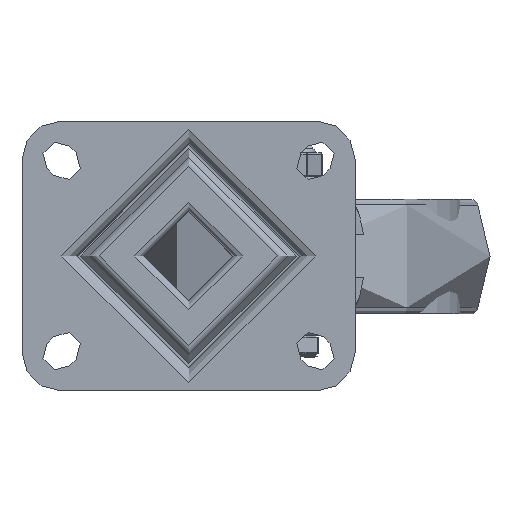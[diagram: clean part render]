
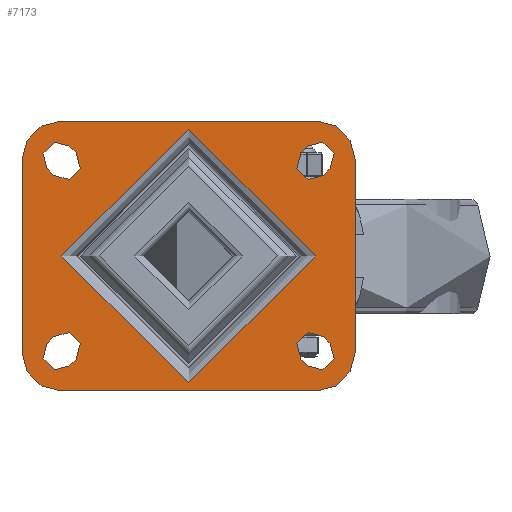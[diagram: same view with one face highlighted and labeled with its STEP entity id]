
A CAD part, top view. The second image highlights one B-rep face of the part: STEP entity #7173.
In plain terms, the highlighted planar face has unit normal (0, 0, 1).
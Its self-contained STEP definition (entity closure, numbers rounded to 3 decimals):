
#533=FACE_BOUND('',#1327,.T.);
#534=FACE_BOUND('',#1328,.T.);
#535=FACE_BOUND('',#1329,.T.);
#536=FACE_BOUND('',#1330,.T.);
#537=FACE_BOUND('',#1331,.T.);
#635=PLANE('',#7922);
#877=FACE_OUTER_BOUND('',#1326,.T.);
#1326=EDGE_LOOP('',(#5428,#5429,#5430,#5431,#5432,#5433,#5434,#5435));
#1327=EDGE_LOOP('',(#5436));
#1328=EDGE_LOOP('',(#5437,#5438,#5439,#5440));
#1329=EDGE_LOOP('',(#5441,#5442,#5443,#5444));
#1330=EDGE_LOOP('',(#5445,#5446,#5447,#5448));
#1331=EDGE_LOOP('',(#5449,#5450,#5451,#5452));
#1860=LINE('',#11091,#2397);
#1861=LINE('',#11092,#2398);
#1862=LINE('',#11093,#2399);
#1863=LINE('',#11094,#2400);
#1864=LINE('',#11095,#2401);
#1865=LINE('',#11096,#2402);
#1866=LINE('',#11097,#2403);
#1867=LINE('',#11098,#2404);
#1868=LINE('',#11099,#2405);
#1869=LINE('',#11100,#2406);
#1870=LINE('',#11101,#2407);
#1871=LINE('',#11102,#2408);
#2397=VECTOR('',#9153,1000.);
#2398=VECTOR('',#9154,1000.);
#2399=VECTOR('',#9155,1000.);
#2400=VECTOR('',#9156,1000.);
#2401=VECTOR('',#9157,1000.);
#2402=VECTOR('',#9158,1000.);
#2403=VECTOR('',#9159,1000.);
#2404=VECTOR('',#9160,1000.);
#2405=VECTOR('',#9161,1000.);
#2406=VECTOR('',#9162,1000.);
#2407=VECTOR('',#9163,1000.);
#2408=VECTOR('',#9164,1000.);
#2841=CIRCLE('',#7852,5.);
#2844=CIRCLE('',#7856,5.);
#2845=CIRCLE('',#7858,5.);
#2848=CIRCLE('',#7862,5.);
#2849=CIRCLE('',#7864,5.);
#2852=CIRCLE('',#7868,5.);
#2853=CIRCLE('',#7870,5.);
#2856=CIRCLE('',#7874,5.);
#2858=CIRCLE('',#7877,12.);
#2860=CIRCLE('',#7880,12.);
#2862=CIRCLE('',#7883,12.);
#2864=CIRCLE('',#7886,12.);
#2873=CIRCLE('',#7900,40.);
#3204=VERTEX_POINT('',#10913);
#3205=VERTEX_POINT('',#10914);
#3210=VERTEX_POINT('',#10925);
#3211=VERTEX_POINT('',#10927);
#3212=VERTEX_POINT('',#10931);
#3213=VERTEX_POINT('',#10932);
#3218=VERTEX_POINT('',#10943);
#3219=VERTEX_POINT('',#10945);
#3220=VERTEX_POINT('',#10949);
#3221=VERTEX_POINT('',#10950);
#3226=VERTEX_POINT('',#10961);
#3227=VERTEX_POINT('',#10963);
#3228=VERTEX_POINT('',#10967);
#3229=VERTEX_POINT('',#10968);
#3234=VERTEX_POINT('',#10979);
#3235=VERTEX_POINT('',#10981);
#3238=VERTEX_POINT('',#10988);
#3239=VERTEX_POINT('',#10990);
#3242=VERTEX_POINT('',#10997);
#3243=VERTEX_POINT('',#10999);
#3246=VERTEX_POINT('',#11006);
#3247=VERTEX_POINT('',#11008);
#3250=VERTEX_POINT('',#11015);
#3251=VERTEX_POINT('',#11017);
#3258=VERTEX_POINT('',#11041);
#3977=EDGE_CURVE('',#3204,#3205,#2841,.T.);
#3983=EDGE_CURVE('',#3210,#3211,#2844,.T.);
#3985=EDGE_CURVE('',#3212,#3213,#2845,.T.);
#3991=EDGE_CURVE('',#3218,#3219,#2848,.T.);
#3993=EDGE_CURVE('',#3220,#3221,#2849,.T.);
#3999=EDGE_CURVE('',#3226,#3227,#2852,.T.);
#4001=EDGE_CURVE('',#3228,#3229,#2853,.T.);
#4007=EDGE_CURVE('',#3234,#3235,#2856,.T.);
#4011=EDGE_CURVE('',#3238,#3239,#2858,.T.);
#4015=EDGE_CURVE('',#3242,#3243,#2860,.T.);
#4019=EDGE_CURVE('',#3246,#3247,#2862,.T.);
#4023=EDGE_CURVE('',#3250,#3251,#2864,.T.);
#4035=EDGE_CURVE('',#3258,#3258,#2873,.T.);
#4064=EDGE_CURVE('',#3247,#3250,#1860,.T.);
#4065=EDGE_CURVE('',#3243,#3246,#1861,.T.);
#4066=EDGE_CURVE('',#3239,#3242,#1862,.T.);
#4067=EDGE_CURVE('',#3251,#3238,#1863,.T.);
#4068=EDGE_CURVE('',#3229,#3234,#1864,.T.);
#4069=EDGE_CURVE('',#3235,#3228,#1865,.T.);
#4070=EDGE_CURVE('',#3221,#3226,#1866,.T.);
#4071=EDGE_CURVE('',#3227,#3220,#1867,.T.);
#4072=EDGE_CURVE('',#3213,#3218,#1868,.T.);
#4073=EDGE_CURVE('',#3219,#3212,#1869,.T.);
#4074=EDGE_CURVE('',#3205,#3210,#1870,.T.);
#4075=EDGE_CURVE('',#3211,#3204,#1871,.T.);
#5428=ORIENTED_EDGE('',*,*,#4023,.F.);
#5429=ORIENTED_EDGE('',*,*,#4064,.F.);
#5430=ORIENTED_EDGE('',*,*,#4019,.F.);
#5431=ORIENTED_EDGE('',*,*,#4065,.F.);
#5432=ORIENTED_EDGE('',*,*,#4015,.F.);
#5433=ORIENTED_EDGE('',*,*,#4066,.F.);
#5434=ORIENTED_EDGE('',*,*,#4011,.F.);
#5435=ORIENTED_EDGE('',*,*,#4067,.F.);
#5436=ORIENTED_EDGE('',*,*,#4035,.F.);
#5437=ORIENTED_EDGE('',*,*,#4007,.F.);
#5438=ORIENTED_EDGE('',*,*,#4068,.F.);
#5439=ORIENTED_EDGE('',*,*,#4001,.F.);
#5440=ORIENTED_EDGE('',*,*,#4069,.F.);
#5441=ORIENTED_EDGE('',*,*,#3999,.F.);
#5442=ORIENTED_EDGE('',*,*,#4070,.F.);
#5443=ORIENTED_EDGE('',*,*,#3993,.F.);
#5444=ORIENTED_EDGE('',*,*,#4071,.F.);
#5445=ORIENTED_EDGE('',*,*,#3991,.F.);
#5446=ORIENTED_EDGE('',*,*,#4072,.F.);
#5447=ORIENTED_EDGE('',*,*,#3985,.F.);
#5448=ORIENTED_EDGE('',*,*,#4073,.F.);
#5449=ORIENTED_EDGE('',*,*,#3983,.F.);
#5450=ORIENTED_EDGE('',*,*,#4074,.F.);
#5451=ORIENTED_EDGE('',*,*,#3977,.F.);
#5452=ORIENTED_EDGE('',*,*,#4075,.F.);
#7173=ADVANCED_FACE('',(#877,#533,#534,#535,#536,#537),#635,.T.);
#7852=AXIS2_PLACEMENT_3D('',#10915,#8969,#8970);
#7856=AXIS2_PLACEMENT_3D('',#10928,#8980,#8981);
#7858=AXIS2_PLACEMENT_3D('',#10933,#8985,#8986);
#7862=AXIS2_PLACEMENT_3D('',#10946,#8996,#8997);
#7864=AXIS2_PLACEMENT_3D('',#10951,#9001,#9002);
#7868=AXIS2_PLACEMENT_3D('',#10964,#9012,#9013);
#7870=AXIS2_PLACEMENT_3D('',#10969,#9017,#9018);
#7874=AXIS2_PLACEMENT_3D('',#10982,#9028,#9029);
#7877=AXIS2_PLACEMENT_3D('',#10991,#9036,#9037);
#7880=AXIS2_PLACEMENT_3D('',#11000,#9044,#9045);
#7883=AXIS2_PLACEMENT_3D('',#11009,#9052,#9053);
#7886=AXIS2_PLACEMENT_3D('',#11018,#9060,#9061);
#7900=AXIS2_PLACEMENT_3D('',#11042,#9091,#9092);
#7922=AXIS2_PLACEMENT_3D('',#11090,#9151,#9152);
#8969=DIRECTION('center_axis',(0.,0.,1.));
#8970=DIRECTION('ref_axis',(-1.,0.,0.));
#8980=DIRECTION('center_axis',(0.,0.,1.));
#8981=DIRECTION('ref_axis',(-1.,0.,0.));
#8985=DIRECTION('center_axis',(0.,0.,1.));
#8986=DIRECTION('ref_axis',(-1.,0.,0.));
#8996=DIRECTION('center_axis',(0.,0.,1.));
#8997=DIRECTION('ref_axis',(-1.,0.,0.));
#9001=DIRECTION('center_axis',(0.,0.,1.));
#9002=DIRECTION('ref_axis',(1.,0.,0.));
#9012=DIRECTION('center_axis',(0.,0.,1.));
#9013=DIRECTION('ref_axis',(1.,0.,0.));
#9017=DIRECTION('center_axis',(0.,0.,1.));
#9018=DIRECTION('ref_axis',(1.,0.,0.));
#9028=DIRECTION('center_axis',(0.,0.,1.));
#9029=DIRECTION('ref_axis',(1.,0.,0.));
#9036=DIRECTION('center_axis',(0.,0.,-1.));
#9037=DIRECTION('ref_axis',(-0.707,0.707,0.));
#9044=DIRECTION('center_axis',(0.,0.,-1.));
#9045=DIRECTION('ref_axis',(0.707,0.707,0.));
#9052=DIRECTION('center_axis',(0.,0.,-1.));
#9053=DIRECTION('ref_axis',(0.707,-0.707,0.));
#9060=DIRECTION('center_axis',(0.,0.,-1.));
#9061=DIRECTION('ref_axis',(-0.707,-0.707,0.));
#9091=DIRECTION('center_axis',(0.,0.,1.));
#9092=DIRECTION('ref_axis',(1.,0.,0.));
#9151=DIRECTION('center_axis',(0.,0.,1.));
#9152=DIRECTION('ref_axis',(1.,0.,0.));
#9153=DIRECTION('',(-1.,0.,0.));
#9154=DIRECTION('',(0.,-1.,0.));
#9155=DIRECTION('',(1.,0.,0.));
#9156=DIRECTION('',(0.,1.,0.));
#9157=DIRECTION('',(0.707,-0.707,0.));
#9158=DIRECTION('',(-0.707,0.707,0.));
#9159=DIRECTION('',(0.707,0.707,0.));
#9160=DIRECTION('',(-0.707,-0.707,0.));
#9161=DIRECTION('',(-0.707,-0.707,0.));
#9162=DIRECTION('',(0.707,0.707,0.));
#9163=DIRECTION('',(-0.707,0.707,0.));
#9164=DIRECTION('',(0.707,-0.707,0.));
#10913=CARTESIAN_POINT('',(37.525,-34.596,2.5));
#10914=CARTESIAN_POINT('',(44.596,-27.525,2.5));
#10915=CARTESIAN_POINT('Origin',(41.061,-31.061,2.5));
#10925=CARTESIAN_POINT('',(42.475,-25.404,2.5));
#10927=CARTESIAN_POINT('',(35.404,-32.475,2.5));
#10928=CARTESIAN_POINT('Origin',(38.939,-28.939,2.5));
#10931=CARTESIAN_POINT('',(44.596,27.525,2.5));
#10932=CARTESIAN_POINT('',(37.525,34.596,2.5));
#10933=CARTESIAN_POINT('Origin',(41.061,31.061,2.5));
#10943=CARTESIAN_POINT('',(35.404,32.475,2.5));
#10945=CARTESIAN_POINT('',(42.475,25.404,2.5));
#10946=CARTESIAN_POINT('Origin',(38.939,28.939,2.5));
#10949=CARTESIAN_POINT('',(-44.596,-27.525,2.5));
#10950=CARTESIAN_POINT('',(-37.525,-34.596,2.5));
#10951=CARTESIAN_POINT('Origin',(-41.061,-31.061,2.5));
#10961=CARTESIAN_POINT('',(-35.404,-32.475,2.5));
#10963=CARTESIAN_POINT('',(-42.475,-25.404,2.5));
#10964=CARTESIAN_POINT('Origin',(-38.939,-28.939,2.5));
#10967=CARTESIAN_POINT('',(-37.525,34.596,2.5));
#10968=CARTESIAN_POINT('',(-44.596,27.525,2.5));
#10969=CARTESIAN_POINT('Origin',(-41.061,31.061,2.5));
#10979=CARTESIAN_POINT('',(-42.475,25.404,2.5));
#10981=CARTESIAN_POINT('',(-35.404,32.475,2.5));
#10982=CARTESIAN_POINT('Origin',(-38.939,28.939,2.5));
#10988=CARTESIAN_POINT('',(-52.5,30.5,2.5));
#10990=CARTESIAN_POINT('',(-40.5,42.5,2.5));
#10991=CARTESIAN_POINT('Origin',(-40.5,30.5,2.5));
#10997=CARTESIAN_POINT('',(40.5,42.5,2.5));
#10999=CARTESIAN_POINT('',(52.5,30.5,2.5));
#11000=CARTESIAN_POINT('Origin',(40.5,30.5,2.5));
#11006=CARTESIAN_POINT('',(52.5,-30.5,2.5));
#11008=CARTESIAN_POINT('',(40.5,-42.5,2.5));
#11009=CARTESIAN_POINT('Origin',(40.5,-30.5,2.5));
#11015=CARTESIAN_POINT('',(-40.5,-42.5,2.5));
#11017=CARTESIAN_POINT('',(-52.5,-30.5,2.5));
#11018=CARTESIAN_POINT('Origin',(-40.5,-30.5,2.5));
#11041=CARTESIAN_POINT('',(40.,0.,2.5));
#11042=CARTESIAN_POINT('Origin',(0.,0.,2.5));
#11090=CARTESIAN_POINT('Origin',(0.,0.,2.5));
#11091=CARTESIAN_POINT('',(52.5,-42.5,2.5));
#11092=CARTESIAN_POINT('',(52.5,42.5,2.5));
#11093=CARTESIAN_POINT('',(-52.5,42.5,2.5));
#11094=CARTESIAN_POINT('',(-52.5,-42.5,2.5));
#11095=CARTESIAN_POINT('',(-44.596,27.525,2.5));
#11096=CARTESIAN_POINT('',(-37.525,34.596,2.5));
#11097=CARTESIAN_POINT('',(-37.525,-34.596,2.5));
#11098=CARTESIAN_POINT('',(-44.596,-27.525,2.5));
#11099=CARTESIAN_POINT('',(37.525,34.596,2.5));
#11100=CARTESIAN_POINT('',(44.596,27.525,2.5));
#11101=CARTESIAN_POINT('',(44.596,-27.525,2.5));
#11102=CARTESIAN_POINT('',(37.525,-34.596,2.5));
